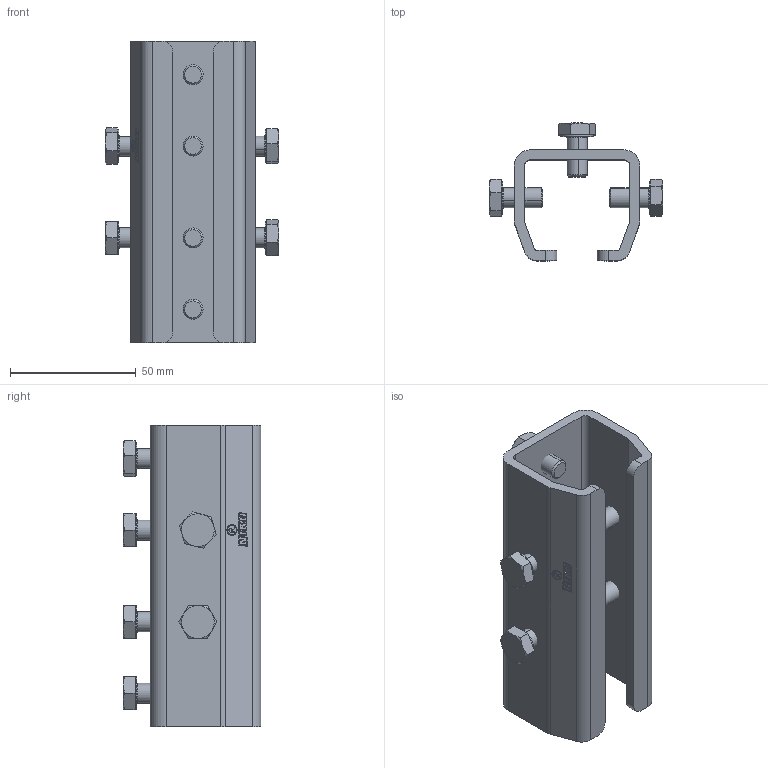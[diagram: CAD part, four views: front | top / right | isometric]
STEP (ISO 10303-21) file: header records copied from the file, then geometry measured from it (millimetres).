
FILE_DESCRIPTION (( 'STEP AP214' ), '1' );
FILE_NAME ('1.23.B49.STEP', '2019-03-01T06:51:12', ( '' ), ( '' ), 'SwSTEP 2.0', 'SolidWorks 2018', '' );
FILE_SCHEMA (( 'AUTOMOTIVE_DESIGN' ));
Length unit declared in the file: millimetre
Products named in the file (3): 2.23.B49.04P; hex screw gradeab_iso_ISO 4017 - M8 x 16-N; 1.23.B49
Assembly tree (9 placements, depth 2):
  1.23.B49
    2.23.B49.04P
    hex screw gradeab_iso_ISO 4017 - M8 x 16-N  x8
Bounding box: 68.89 x 54.66 x 120 mm (x, y, z)
Volume: 79946.8 mm3; surface area: 43778.5 mm2
Topology: 9 solids, 9 shells, 419 faces, 993 edges, 614 vertices
Faces by surface type: plane 234, cylinder 100, cone 64, torus 16, bspline 5
Entity records: 7242 total; most frequent: CARTESIAN_POINT 1591, DIRECTION 1155, ORIENTED_EDGE 1146, EDGE_CURVE 573, VECTOR 389, LINE 389, AXIS2_PLACEMENT_3D 383, VERTEX_POINT 376
